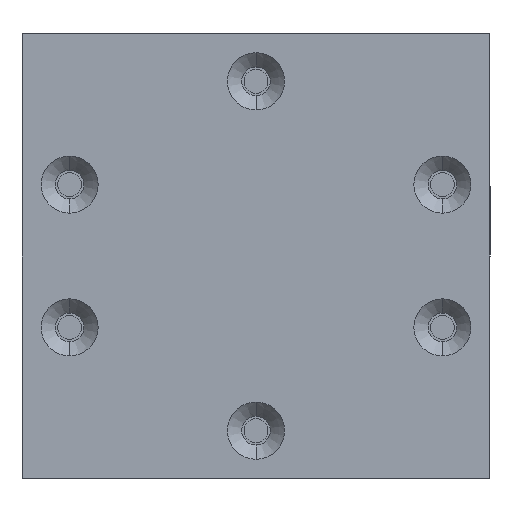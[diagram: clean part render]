
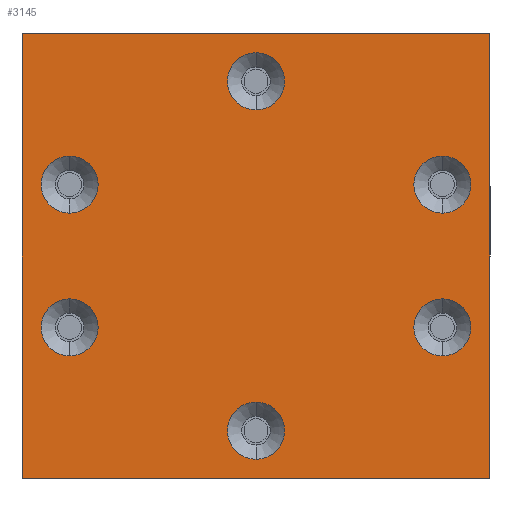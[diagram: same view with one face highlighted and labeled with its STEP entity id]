
A CAD part, front view. The second image highlights one B-rep face of the part: STEP entity #3145.
In plain terms, the highlighted planar face has unit normal (0, -1, 0).
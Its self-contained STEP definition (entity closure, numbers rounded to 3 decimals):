
#39 = CIRCLE ( 'NONE', #927, 3. ) ;
#40 = EDGE_LOOP ( 'NONE', ( #2049, #2772 ) ) ;
#59 = VECTOR ( 'NONE', #1743, 1000. ) ;
#63 = ORIENTED_EDGE ( 'NONE', *, *, #876, .T. ) ;
#67 = ORIENTED_EDGE ( 'NONE', *, *, #2828, .T. ) ;
#68 = DIRECTION ( 'NONE',  ( 0., 1., 0. ) ) ;
#100 = ORIENTED_EDGE ( 'NONE', *, *, #940, .T. ) ;
#116 = VERTEX_POINT ( 'NONE', #1475 ) ;
#173 = DIRECTION ( 'NONE',  ( -1., 0., 0. ) ) ;
#174 = DIRECTION ( 'NONE',  ( -1., 0., 0. ) ) ;
#199 = EDGE_CURVE ( 'NONE', #2800, #3096, #39, .T. ) ;
#215 = CARTESIAN_POINT ( 'NONE',  ( 21.041, -20.78, 6.146 ) ) ;
#218 = DIRECTION ( 'NONE',  ( 0., 1., 0. ) ) ;
#225 = VERTEX_POINT ( 'NONE', #2852 ) ;
#245 = AXIS2_PLACEMENT_3D ( 'NONE', #1660, #68, #1985 ) ;
#277 = EDGE_CURVE ( 'NONE', #1832, #2388, #3285, .T. ) ;
#309 = CARTESIAN_POINT ( 'NONE',  ( -18.131, -20.78, 6.146 ) ) ;
#385 = VERTEX_POINT ( 'NONE', #2656 ) ;
#387 = CARTESIAN_POINT ( 'NONE',  ( 1.455, -20.78, 17.002 ) ) ;
#436 = CARTESIAN_POINT ( 'NONE',  ( -18.131, -20.78, 6.146 ) ) ;
#468 = EDGE_LOOP ( 'NONE', ( #2718, #1568 ) ) ;
#472 = VERTEX_POINT ( 'NONE', #1392 ) ;
#474 = CIRCLE ( 'NONE', #245, 3. ) ;
#500 = CARTESIAN_POINT ( 'NONE',  ( 1.455, -20.78, 20.002 ) ) ;
#566 = CARTESIAN_POINT ( 'NONE',  ( 26.041, -20.78, 22.002 ) ) ;
#606 = CARTESIAN_POINT ( 'NONE',  ( -18.131, -20.78, -11.854 ) ) ;
#624 = VERTEX_POINT ( 'NONE', #2238 ) ;
#657 = AXIS2_PLACEMENT_3D ( 'NONE', #1258, #748, #173 ) ;
#715 = EDGE_CURVE ( 'NONE', #3262, #385, #1614, .T. ) ;
#735 = DIRECTION ( 'NONE',  ( -1., 0., 0. ) ) ;
#742 = CIRCLE ( 'NONE', #657, 3. ) ;
#748 = DIRECTION ( 'NONE',  ( 0., 1., 0. ) ) ;
#776 = FACE_BOUND ( 'NONE', #1077, .T. ) ;
#803 = DIRECTION ( 'NONE',  ( 0., 1., 0. ) ) ;
#806 = VERTEX_POINT ( 'NONE', #3355 ) ;
#852 = VERTEX_POINT ( 'NONE', #2289 ) ;
#865 = CARTESIAN_POINT ( 'NONE',  ( 26.041, -20.78, -7.969 ) ) ;
#869 = AXIS2_PLACEMENT_3D ( 'NONE', #2903, #3407, #1058 ) ;
#876 = EDGE_CURVE ( 'NONE', #225, #2251, #2357, .T. ) ;
#882 = ORIENTED_EDGE ( 'NONE', *, *, #3199, .T. ) ;
#927 = AXIS2_PLACEMENT_3D ( 'NONE', #215, #1576, #2071 ) ;
#932 = CIRCLE ( 'NONE', #869, 3. ) ;
#940 = EDGE_CURVE ( 'NONE', #3096, #2800, #1400, .T. ) ;
#944 = AXIS2_PLACEMENT_3D ( 'NONE', #1538, #218, #174 ) ;
#959 = DIRECTION ( 'NONE',  ( 0., 1., 0. ) ) ;
#965 = CARTESIAN_POINT ( 'NONE',  ( 21.041, -20.78, 3.146 ) ) ;
#1015 = CARTESIAN_POINT ( 'NONE',  ( 1.455, -20.78, -19.71 ) ) ;
#1058 = DIRECTION ( 'NONE',  ( -1., 0., 0. ) ) ;
#1063 = EDGE_LOOP ( 'NONE', ( #100, #3266 ) ) ;
#1077 = EDGE_LOOP ( 'NONE', ( #882, #63 ) ) ;
#1092 = DIRECTION ( 'NONE',  ( 0., 1., 0. ) ) ;
#1168 = CIRCLE ( 'NONE', #3190, 3. ) ;
#1171 = FACE_BOUND ( 'NONE', #40, .T. ) ;
#1212 = FACE_BOUND ( 'NONE', #2721, .T. ) ;
#1218 = DIRECTION ( 'NONE',  ( -1., 0., 0. ) ) ;
#1228 = DIRECTION ( 'NONE',  ( 0., 1., 0. ) ) ;
#1249 = DIRECTION ( 'NONE',  ( 0., 0., -1. ) ) ;
#1258 = CARTESIAN_POINT ( 'NONE',  ( -18.131, -20.78, -8.854 ) ) ;
#1290 = CARTESIAN_POINT ( 'NONE',  ( 65.754, -20.78, 22.002 ) ) ;
#1300 = AXIS2_PLACEMENT_3D ( 'NONE', #1015, #2327, #735 ) ;
#1302 = EDGE_LOOP ( 'NONE', ( #1495, #2920, #3304, #2601 ) ) ;
#1304 = DIRECTION ( 'NONE',  ( -1., 0., 0. ) ) ;
#1347 = VERTEX_POINT ( 'NONE', #606 ) ;
#1357 = ORIENTED_EDGE ( 'NONE', *, *, #2879, .T. ) ;
#1392 = CARTESIAN_POINT ( 'NONE',  ( -18.131, -20.78, -5.854 ) ) ;
#1400 = CIRCLE ( 'NONE', #944, 3. ) ;
#1423 = DIRECTION ( 'NONE',  ( -1., 0., 0. ) ) ;
#1475 = CARTESIAN_POINT ( 'NONE',  ( 1.455, -20.78, 14.002 ) ) ;
#1495 = ORIENTED_EDGE ( 'NONE', *, *, #2781, .F. ) ;
#1538 = CARTESIAN_POINT ( 'NONE',  ( 21.041, -20.78, 6.146 ) ) ;
#1568 = ORIENTED_EDGE ( 'NONE', *, *, #2400, .T. ) ;
#1576 = DIRECTION ( 'NONE',  ( 0., 1., 0. ) ) ;
#1614 = CIRCLE ( 'NONE', #2499, 3. ) ;
#1628 = EDGE_CURVE ( 'NONE', #2388, #852, #2823, .T. ) ;
#1660 = CARTESIAN_POINT ( 'NONE',  ( 1.455, -20.78, 17.002 ) ) ;
#1663 = AXIS2_PLACEMENT_3D ( 'NONE', #1738, #959, #1218 ) ;
#1678 = FACE_OUTER_BOUND ( 'NONE', #1302, .T. ) ;
#1694 = EDGE_CURVE ( 'NONE', #1347, #472, #2990, .T. ) ;
#1738 = CARTESIAN_POINT ( 'NONE',  ( 0., -20.78, 0. ) ) ;
#1743 = DIRECTION ( 'NONE',  ( -1., 0., 0. ) ) ;
#1745 = ORIENTED_EDGE ( 'NONE', *, *, #3294, .T. ) ;
#1832 = VERTEX_POINT ( 'NONE', #566 ) ;
#1852 = DIRECTION ( 'NONE',  ( 0., 1., 0. ) ) ;
#1859 = DIRECTION ( 'NONE',  ( -1., 0., 0. ) ) ;
#1906 = DIRECTION ( 'NONE',  ( 0., 0., -1. ) ) ;
#1933 = VECTOR ( 'NONE', #1906, 1000. ) ;
#1939 = CARTESIAN_POINT ( 'NONE',  ( 21.041, -20.78, 9.146 ) ) ;
#1948 = AXIS2_PLACEMENT_3D ( 'NONE', #387, #2793, #1423 ) ;
#1963 = LINE ( 'NONE', #2105, #59 ) ;
#1985 = DIRECTION ( 'NONE',  ( -1., 0., 0. ) ) ;
#2035 = AXIS2_PLACEMENT_3D ( 'NONE', #309, #2411, #2693 ) ;
#2049 = ORIENTED_EDGE ( 'NONE', *, *, #2075, .T. ) ;
#2071 = DIRECTION ( 'NONE',  ( -1., 0., 0. ) ) ;
#2075 = EDGE_CURVE ( 'NONE', #385, #3262, #3408, .T. ) ;
#2105 = CARTESIAN_POINT ( 'NONE',  ( 65.754, -20.78, -24.71 ) ) ;
#2116 = CARTESIAN_POINT ( 'NONE',  ( -18.131, -20.78, -8.854 ) ) ;
#2167 = AXIS2_PLACEMENT_3D ( 'NONE', #2116, #803, #1859 ) ;
#2197 = AXIS2_PLACEMENT_3D ( 'NONE', #2313, #1852, #2622 ) ;
#2238 = CARTESIAN_POINT ( 'NONE',  ( 26.041, -20.78, -24.71 ) ) ;
#2251 = VERTEX_POINT ( 'NONE', #2762 ) ;
#2289 = CARTESIAN_POINT ( 'NONE',  ( -23.131, -20.78, -24.71 ) ) ;
#2308 = CARTESIAN_POINT ( 'NONE',  ( -23.131, -20.78, -7.969 ) ) ;
#2310 = DIRECTION ( 'NONE',  ( -1., 0., 0. ) ) ;
#2313 = CARTESIAN_POINT ( 'NONE',  ( 1.455, -20.78, -19.71 ) ) ;
#2327 = DIRECTION ( 'NONE',  ( 0., 1., 0. ) ) ;
#2339 = FACE_BOUND ( 'NONE', #3147, .T. ) ;
#2357 = CIRCLE ( 'NONE', #1300, 3. ) ;
#2364 = VECTOR ( 'NONE', #1249, 1000. ) ;
#2382 = FACE_BOUND ( 'NONE', #1063, .T. ) ;
#2388 = VERTEX_POINT ( 'NONE', #2500 ) ;
#2400 = EDGE_CURVE ( 'NONE', #472, #1347, #742, .T. ) ;
#2411 = DIRECTION ( 'NONE',  ( 0., 1., 0. ) ) ;
#2488 = VECTOR ( 'NONE', #1304, 1000. ) ;
#2499 = AXIS2_PLACEMENT_3D ( 'NONE', #436, #1228, #2310 ) ;
#2500 = CARTESIAN_POINT ( 'NONE',  ( -23.131, -20.78, 22.002 ) ) ;
#2544 = PLANE ( 'NONE',  #1663 ) ;
#2601 = ORIENTED_EDGE ( 'NONE', *, *, #3026, .F. ) ;
#2622 = DIRECTION ( 'NONE',  ( -1., 0., 0. ) ) ;
#2645 = LINE ( 'NONE', #865, #1933 ) ;
#2656 = CARTESIAN_POINT ( 'NONE',  ( -18.131, -20.78, 3.146 ) ) ;
#2693 = DIRECTION ( 'NONE',  ( -1., 0., 0. ) ) ;
#2718 = ORIENTED_EDGE ( 'NONE', *, *, #1694, .T. ) ;
#2721 = EDGE_LOOP ( 'NONE', ( #1745, #3090 ) ) ;
#2762 = CARTESIAN_POINT ( 'NONE',  ( 1.455, -20.78, -22.71 ) ) ;
#2772 = ORIENTED_EDGE ( 'NONE', *, *, #715, .T. ) ;
#2781 = EDGE_CURVE ( 'NONE', #1832, #624, #2645, .T. ) ;
#2793 = DIRECTION ( 'NONE',  ( 0., 1., 0. ) ) ;
#2800 = VERTEX_POINT ( 'NONE', #1939 ) ;
#2823 = LINE ( 'NONE', #2308, #2364 ) ;
#2828 = EDGE_CURVE ( 'NONE', #3267, #116, #474, .T. ) ;
#2852 = CARTESIAN_POINT ( 'NONE',  ( 1.455, -20.78, -16.71 ) ) ;
#2879 = EDGE_CURVE ( 'NONE', #116, #3267, #3049, .T. ) ;
#2892 = CARTESIAN_POINT ( 'NONE',  ( 21.041, -20.78, -11.854 ) ) ;
#2903 = CARTESIAN_POINT ( 'NONE',  ( 21.041, -20.78, -8.854 ) ) ;
#2920 = ORIENTED_EDGE ( 'NONE', *, *, #277, .T. ) ;
#2926 = DIRECTION ( 'NONE',  ( -1., 0., 0. ) ) ;
#2990 = CIRCLE ( 'NONE', #2167, 3. ) ;
#3026 = EDGE_CURVE ( 'NONE', #624, #852, #1963, .T. ) ;
#3049 = CIRCLE ( 'NONE', #1948, 3. ) ;
#3090 = ORIENTED_EDGE ( 'NONE', *, *, #3344, .T. ) ;
#3096 = VERTEX_POINT ( 'NONE', #965 ) ;
#3121 = VERTEX_POINT ( 'NONE', #2892 ) ;
#3140 = CIRCLE ( 'NONE', #2197, 3. ) ;
#3145 = ADVANCED_FACE ( 'NONE', ( #2382, #1212, #776, #3339, #1171, #2339, #1678 ), #2544, .F. ) ;
#3147 = EDGE_LOOP ( 'NONE', ( #1357, #67 ) ) ;
#3190 = AXIS2_PLACEMENT_3D ( 'NONE', #3205, #1092, #2926 ) ;
#3199 = EDGE_CURVE ( 'NONE', #2251, #225, #3140, .T. ) ;
#3205 = CARTESIAN_POINT ( 'NONE',  ( 21.041, -20.78, -8.854 ) ) ;
#3262 = VERTEX_POINT ( 'NONE', #3443 ) ;
#3266 = ORIENTED_EDGE ( 'NONE', *, *, #199, .T. ) ;
#3267 = VERTEX_POINT ( 'NONE', #500 ) ;
#3285 = LINE ( 'NONE', #1290, #2488 ) ;
#3294 = EDGE_CURVE ( 'NONE', #3121, #806, #932, .T. ) ;
#3304 = ORIENTED_EDGE ( 'NONE', *, *, #1628, .T. ) ;
#3339 = FACE_BOUND ( 'NONE', #468, .T. ) ;
#3344 = EDGE_CURVE ( 'NONE', #806, #3121, #1168, .T. ) ;
#3355 = CARTESIAN_POINT ( 'NONE',  ( 21.041, -20.78, -5.854 ) ) ;
#3407 = DIRECTION ( 'NONE',  ( 0., 1., 0. ) ) ;
#3408 = CIRCLE ( 'NONE', #2035, 3. ) ;
#3443 = CARTESIAN_POINT ( 'NONE',  ( -18.131, -20.78, 9.146 ) ) ;
